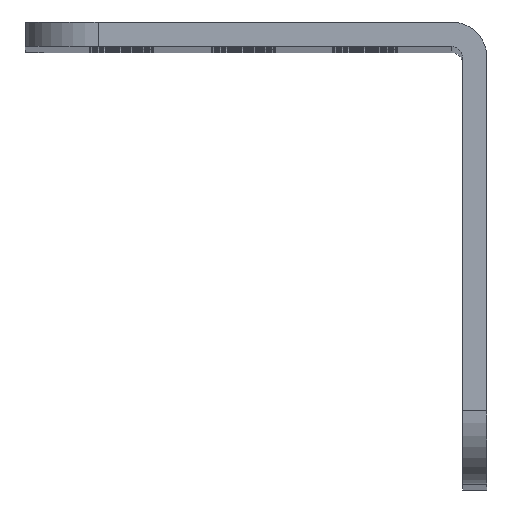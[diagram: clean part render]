
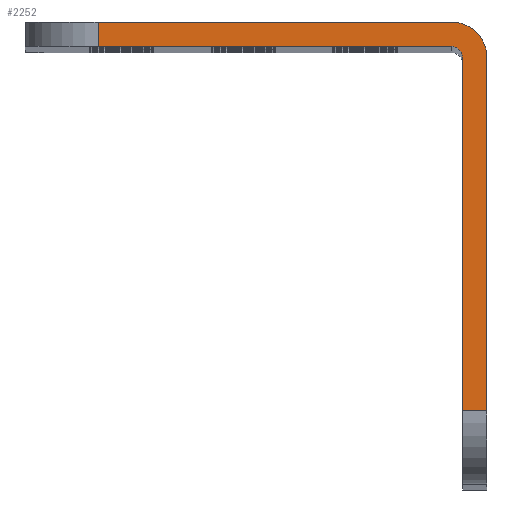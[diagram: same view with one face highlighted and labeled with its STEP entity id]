
A CAD part, top view. The second image highlights one B-rep face of the part: STEP entity #2252.
In plain terms, the highlighted planar face has unit normal (0, 0, 1).
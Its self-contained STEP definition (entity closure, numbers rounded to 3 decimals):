
#277 = CARTESIAN_POINT ( 'NONE',  ( 6.458, -0.902, 392. ) ) ;
#323 = ORIENTED_EDGE ( 'NONE', *, *, #11597, .F. ) ;
#499 = DIRECTION ( 'NONE',  ( 0., 0., 1. ) ) ;
#560 = VECTOR ( 'NONE', #2961, 1000. ) ;
#905 = CIRCLE ( 'NONE', #8441, 2.337 ) ;
#1003 = DIRECTION ( 'NONE',  ( 0., -1., 0. ) ) ;
#1011 = CARTESIAN_POINT ( 'NONE',  ( 4.122, 22.998, 392. ) ) ;
#1031 = VECTOR ( 'NONE', #11229, 1000. ) ;
#1075 = AXIS2_PLACEMENT_3D ( 'NONE', #4359, #8329, #12493 ) ;
#1202 = CARTESIAN_POINT ( 'NONE',  ( 4.858, 22.998, 392. ) ) ;
#1262 = AXIS2_PLACEMENT_3D ( 'NONE', #7576, #499, #9793 ) ;
#1504 = CARTESIAN_POINT ( 'NONE',  ( 4.122, -0.902, 392. ) ) ;
#2004 = CARTESIAN_POINT ( 'NONE',  ( -23.842, 24.598, 392. ) ) ;
#2094 = VECTOR ( 'NONE', #3270, 1000. ) ;
#2252 = ADVANCED_FACE ( 'NONE', ( #5698 ), #4495, .T. ) ;
#2498 = LINE ( 'NONE', #10598, #3835 ) ;
#2818 = DIRECTION ( 'NONE',  ( 0., 0., -1. ) ) ;
#2864 = ORIENTED_EDGE ( 'NONE', *, *, #5422, .T. ) ;
#2961 = DIRECTION ( 'NONE',  ( 1., 0., 0. ) ) ;
#3069 = LINE ( 'NONE', #2004, #1031 ) ;
#3217 = VERTEX_POINT ( 'NONE', #277 ) ;
#3270 = DIRECTION ( 'NONE',  ( -1., 0., 0. ) ) ;
#3835 = VECTOR ( 'NONE', #12604, 1000. ) ;
#3846 = EDGE_CURVE ( 'NONE', #9917, #4165, #5389, .T. ) ;
#3972 = LINE ( 'NONE', #1011, #560 ) ;
#3997 = ORIENTED_EDGE ( 'NONE', *, *, #9556, .T. ) ;
#4165 = VERTEX_POINT ( 'NONE', #13027 ) ;
#4292 = VERTEX_POINT ( 'NONE', #12284 ) ;
#4331 = DIRECTION ( 'NONE',  ( 0., 1., 0. ) ) ;
#4359 = CARTESIAN_POINT ( 'NONE',  ( 4.122, 22.261, 392. ) ) ;
#4495 = PLANE ( 'NONE',  #1262 ) ;
#4744 = ORIENTED_EDGE ( 'NONE', *, *, #10245, .F. ) ;
#4780 = CARTESIAN_POINT ( 'NONE',  ( -19.042, 24.598, 392. ) ) ;
#4934 = VERTEX_POINT ( 'NONE', #4780 ) ;
#4991 = DIRECTION ( 'NONE',  ( -1., 0., 0. ) ) ;
#5389 = LINE ( 'NONE', #1202, #13228 ) ;
#5422 = EDGE_CURVE ( 'NONE', #7681, #9917, #10097, .T. ) ;
#5589 = CARTESIAN_POINT ( 'NONE',  ( 4.122, 22.998, 392. ) ) ;
#5698 = FACE_OUTER_BOUND ( 'NONE', #6617, .T. ) ;
#5928 = CARTESIAN_POINT ( 'NONE',  ( 4.122, 22.261, 392. ) ) ;
#6134 = ORIENTED_EDGE ( 'NONE', *, *, #3846, .T. ) ;
#6320 = EDGE_CURVE ( 'NONE', #4292, #11965, #905, .T. ) ;
#6454 = CARTESIAN_POINT ( 'NONE',  ( 6.458, 22.261, 392. ) ) ;
#6617 = EDGE_LOOP ( 'NONE', ( #10315, #8030, #4744, #3997, #10659, #2864, #6134, #323 ) ) ;
#7576 = CARTESIAN_POINT ( 'NONE',  ( 4.122, 22.998, 392. ) ) ;
#7681 = VERTEX_POINT ( 'NONE', #5589 ) ;
#8030 = ORIENTED_EDGE ( 'NONE', *, *, #6320, .F. ) ;
#8329 = DIRECTION ( 'NONE',  ( 0., 0., -1. ) ) ;
#8441 = AXIS2_PLACEMENT_3D ( 'NONE', #5928, #2818, #4991 ) ;
#8759 = EDGE_CURVE ( 'NONE', #3217, #11965, #11780, .T. ) ;
#9506 = CARTESIAN_POINT ( 'NONE',  ( 6.458, 22.998, 392. ) ) ;
#9556 = EDGE_CURVE ( 'NONE', #4934, #12815, #2498, .T. ) ;
#9588 = LINE ( 'NONE', #1504, #2094 ) ;
#9793 = DIRECTION ( 'NONE',  ( 1., 0., 0. ) ) ;
#9917 = VERTEX_POINT ( 'NONE', #13272 ) ;
#10097 = CIRCLE ( 'NONE', #1075, 0.737 ) ;
#10245 = EDGE_CURVE ( 'NONE', #4934, #4292, #3069, .T. ) ;
#10315 = ORIENTED_EDGE ( 'NONE', *, *, #8759, .T. ) ;
#10598 = CARTESIAN_POINT ( 'NONE',  ( -19.042, 22.261, 392. ) ) ;
#10659 = ORIENTED_EDGE ( 'NONE', *, *, #11092, .T. ) ;
#10939 = VECTOR ( 'NONE', #4331, 1000. ) ;
#11092 = EDGE_CURVE ( 'NONE', #12815, #7681, #3972, .T. ) ;
#11229 = DIRECTION ( 'NONE',  ( 1., 0., 0. ) ) ;
#11597 = EDGE_CURVE ( 'NONE', #3217, #4165, #9588, .T. ) ;
#11780 = LINE ( 'NONE', #9506, #10939 ) ;
#11965 = VERTEX_POINT ( 'NONE', #6454 ) ;
#12284 = CARTESIAN_POINT ( 'NONE',  ( 4.122, 24.598, 392. ) ) ;
#12493 = DIRECTION ( 'NONE',  ( -1., 0., 0. ) ) ;
#12529 = CARTESIAN_POINT ( 'NONE',  ( -19.042, 22.998, 392. ) ) ;
#12604 = DIRECTION ( 'NONE',  ( 0., -1., 0. ) ) ;
#12815 = VERTEX_POINT ( 'NONE', #12529 ) ;
#13027 = CARTESIAN_POINT ( 'NONE',  ( 4.858, -0.902, 392. ) ) ;
#13228 = VECTOR ( 'NONE', #1003, 1000. ) ;
#13272 = CARTESIAN_POINT ( 'NONE',  ( 4.858, 22.261, 392. ) ) ;
